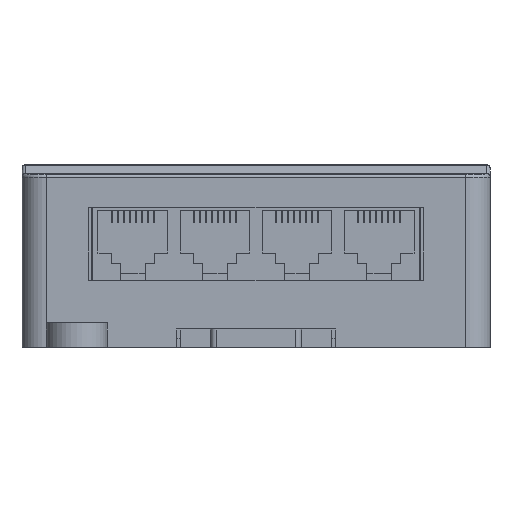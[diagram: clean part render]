
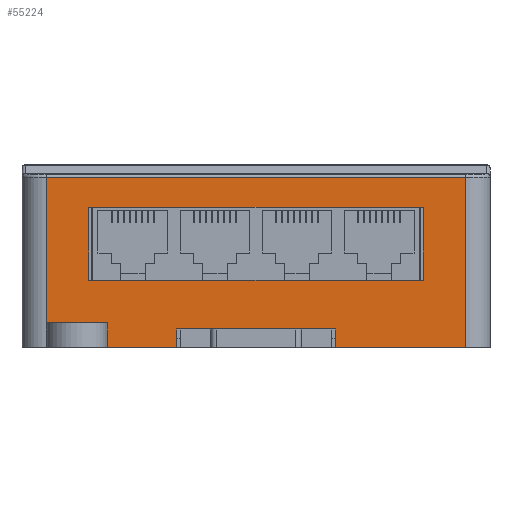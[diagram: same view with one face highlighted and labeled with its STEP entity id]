
A CAD part, front view. The second image highlights one B-rep face of the part: STEP entity #55224.
In plain terms, the highlighted planar face has unit normal (0, -1, 0).
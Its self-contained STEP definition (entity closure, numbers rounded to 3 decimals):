
#1475 = VECTOR ( 'NONE', #65449, 1000. ) ;
#2847 = CARTESIAN_POINT ( 'NONE',  ( 11., 0., 23. ) ) ;
#3360 = ORIENTED_EDGE ( 'NONE', *, *, #44475, .F. ) ;
#4599 = EDGE_CURVE ( 'NONE', #6168, #25247, #93783, .T. ) ;
#5010 = FACE_OUTER_BOUND ( 'NONE', #20696, .T. ) ;
#6053 = EDGE_CURVE ( 'NONE', #13127, #47557, #7150, .T. ) ;
#6168 = VERTEX_POINT ( 'NONE', #54831 ) ;
#6394 = CARTESIAN_POINT ( 'NONE',  ( 0., 0., 0. ) ) ;
#7150 = LINE ( 'NONE', #56921, #79844 ) ;
#7320 = VECTOR ( 'NONE', #34803, 1000. ) ;
#8395 = EDGE_CURVE ( 'NONE', #25244, #6168, #57665, .T. ) ;
#10550 = ORIENTED_EDGE ( 'NONE', *, *, #62857, .T. ) ;
#12261 = VERTEX_POINT ( 'NONE', #33047 ) ;
#12274 = DIRECTION ( 'NONE',  ( -1., 0., 0. ) ) ;
#13127 = VERTEX_POINT ( 'NONE', #22852 ) ;
#14756 = VECTOR ( 'NONE', #33791, 1000. ) ;
#14816 = CARTESIAN_POINT ( 'NONE',  ( 66., 0., 11. ) ) ;
#15496 = VERTEX_POINT ( 'NONE', #76559 ) ;
#16808 = VECTOR ( 'NONE', #80678, 1000. ) ;
#17046 = LINE ( 'NONE', #49640, #94293 ) ;
#17592 = CARTESIAN_POINT ( 'NONE',  ( 11., 0., 11. ) ) ;
#18800 = CARTESIAN_POINT ( 'NONE',  ( 0., 0., 0. ) ) ;
#19105 = DIRECTION ( 'NONE',  ( -1., 0., 0. ) ) ;
#19154 = CARTESIAN_POINT ( 'NONE',  ( 14., 0., 4. ) ) ;
#20696 = EDGE_LOOP ( 'NONE', ( #55589, #27086, #61697, #31710, #78800, #10550, #92963, #3360, #57082, #51455 ) ) ;
#21799 = DIRECTION ( 'NONE',  ( 0., 0., -1. ) ) ;
#22852 = CARTESIAN_POINT ( 'NONE',  ( 25.5, 0., 3. ) ) ;
#23373 = CARTESIAN_POINT ( 'NONE',  ( 11., 0., 23. ) ) ;
#23384 = LINE ( 'NONE', #14816, #59644 ) ;
#24382 = FACE_BOUND ( 'NONE', #80418, .T. ) ;
#25244 = VERTEX_POINT ( 'NONE', #34092 ) ;
#25247 = VERTEX_POINT ( 'NONE', #70528 ) ;
#25410 = CARTESIAN_POINT ( 'NONE',  ( 0., 0., 28. ) ) ;
#26918 = VECTOR ( 'NONE', #38817, 1000. ) ;
#27086 = ORIENTED_EDGE ( 'NONE', *, *, #4599, .T. ) ;
#27837 = CARTESIAN_POINT ( 'NONE',  ( 51.5, 0., 41.21 ) ) ;
#28750 = VERTEX_POINT ( 'NONE', #17592 ) ;
#29196 = LINE ( 'NONE', #2847, #26918 ) ;
#29252 = DIRECTION ( 'NONE',  ( 0., 1., 0. ) ) ;
#29482 = DIRECTION ( 'NONE',  ( 0., 0., 1. ) ) ;
#29570 = ORIENTED_EDGE ( 'NONE', *, *, #32984, .F. ) ;
#29692 = CARTESIAN_POINT ( 'NONE',  ( 4., 0., 30. ) ) ;
#29929 = VECTOR ( 'NONE', #33604, 1000. ) ;
#30900 = CARTESIAN_POINT ( 'NONE',  ( 66., 0., 11. ) ) ;
#31710 = ORIENTED_EDGE ( 'NONE', *, *, #46813, .T. ) ;
#31764 = ORIENTED_EDGE ( 'NONE', *, *, #57848, .F. ) ;
#32984 = EDGE_CURVE ( 'NONE', #12261, #39549, #29196, .T. ) ;
#33047 = CARTESIAN_POINT ( 'NONE',  ( 66., 0., 23. ) ) ;
#33604 = DIRECTION ( 'NONE',  ( 1., 0., 0. ) ) ;
#33791 = DIRECTION ( 'NONE',  ( 1., 0., 0. ) ) ;
#33892 = CARTESIAN_POINT ( 'NONE',  ( 51.5, 0., 3. ) ) ;
#34092 = CARTESIAN_POINT ( 'NONE',  ( 73., 0., 0. ) ) ;
#34803 = DIRECTION ( 'NONE',  ( 0., 0., -1. ) ) ;
#35298 = VERTEX_POINT ( 'NONE', #47671 ) ;
#35937 = VECTOR ( 'NONE', #19105, 1000. ) ;
#36190 = VECTOR ( 'NONE', #57853, 1000. ) ;
#36824 = DIRECTION ( 'NONE',  ( 0., 0., 1. ) ) ;
#38817 = DIRECTION ( 'NONE',  ( -1., 0., 0. ) ) ;
#39549 = VERTEX_POINT ( 'NONE', #23373 ) ;
#41697 = VECTOR ( 'NONE', #48400, 1000. ) ;
#42384 = DIRECTION ( 'NONE',  ( 0., 0., -1. ) ) ;
#43036 = ORIENTED_EDGE ( 'NONE', *, *, #83559, .F. ) ;
#44475 = EDGE_CURVE ( 'NONE', #91656, #13127, #79022, .T. ) ;
#46813 = EDGE_CURVE ( 'NONE', #70799, #86212, #57644, .T. ) ;
#47557 = VERTEX_POINT ( 'NONE', #55691 ) ;
#47671 = CARTESIAN_POINT ( 'NONE',  ( 14., 0., 0. ) ) ;
#48235 = EDGE_CURVE ( 'NONE', #39549, #28750, #17046, .T. ) ;
#48400 = DIRECTION ( 'NONE',  ( 0., 0., -1. ) ) ;
#49640 = CARTESIAN_POINT ( 'NONE',  ( 11., 0., 11. ) ) ;
#50561 = EDGE_CURVE ( 'NONE', #15496, #25244, #72774, .T. ) ;
#51455 = ORIENTED_EDGE ( 'NONE', *, *, #50561, .T. ) ;
#52973 = AXIS2_PLACEMENT_3D ( 'NONE', #72985, #29252, #36824 ) ;
#53313 = VERTEX_POINT ( 'NONE', #30900 ) ;
#53454 = VECTOR ( 'NONE', #79069, 1000. ) ;
#54831 = CARTESIAN_POINT ( 'NONE',  ( 73., 0., 28. ) ) ;
#54933 = CARTESIAN_POINT ( 'NONE',  ( 73., 0., 30. ) ) ;
#55224 = ADVANCED_FACE ( 'NONE', ( #24382, #5010 ), #80303, .F. ) ;
#55589 = ORIENTED_EDGE ( 'NONE', *, *, #8395, .T. ) ;
#55691 = CARTESIAN_POINT ( 'NONE',  ( 25.5, 0., 0. ) ) ;
#56921 = CARTESIAN_POINT ( 'NONE',  ( 25.5, 0., 41.21 ) ) ;
#57082 = ORIENTED_EDGE ( 'NONE', *, *, #83862, .T. ) ;
#57644 = LINE ( 'NONE', #59006, #16808 ) ;
#57665 = LINE ( 'NONE', #54933, #36190 ) ;
#57848 = EDGE_CURVE ( 'NONE', #28750, #53313, #90031, .T. ) ;
#57853 = DIRECTION ( 'NONE',  ( 0., 0., 1. ) ) ;
#59006 = CARTESIAN_POINT ( 'NONE',  ( 4., 0., 4. ) ) ;
#59644 = VECTOR ( 'NONE', #29482, 1000. ) ;
#59658 = VECTOR ( 'NONE', #12274, 1000. ) ;
#60912 = LINE ( 'NONE', #19154, #41697 ) ;
#61697 = ORIENTED_EDGE ( 'NONE', *, *, #89122, .T. ) ;
#62857 = EDGE_CURVE ( 'NONE', #35298, #47557, #91948, .T. ) ;
#62913 = LINE ( 'NONE', #27837, #7320 ) ;
#65449 = DIRECTION ( 'NONE',  ( 0., 0., -1. ) ) ;
#69693 = CARTESIAN_POINT ( 'NONE',  ( 11., 0., 11. ) ) ;
#70528 = CARTESIAN_POINT ( 'NONE',  ( 4., 0., 28. ) ) ;
#70799 = VERTEX_POINT ( 'NONE', #79578 ) ;
#72774 = LINE ( 'NONE', #6394, #53454 ) ;
#72985 = CARTESIAN_POINT ( 'NONE',  ( 0., 0., 30. ) ) ;
#76498 = LINE ( 'NONE', #29692, #1475 ) ;
#76559 = CARTESIAN_POINT ( 'NONE',  ( 51.5, 0., 0. ) ) ;
#78800 = ORIENTED_EDGE ( 'NONE', *, *, #88246, .T. ) ;
#79022 = LINE ( 'NONE', #33892, #59658 ) ;
#79069 = DIRECTION ( 'NONE',  ( 1., 0., 0. ) ) ;
#79578 = CARTESIAN_POINT ( 'NONE',  ( 4., 0., 4. ) ) ;
#79844 = VECTOR ( 'NONE', #21799, 1000. ) ;
#80303 = PLANE ( 'NONE',  #52973 ) ;
#80418 = EDGE_LOOP ( 'NONE', ( #31764, #86385, #29570, #43036 ) ) ;
#80678 = DIRECTION ( 'NONE',  ( 1., 0., 0. ) ) ;
#83559 = EDGE_CURVE ( 'NONE', #53313, #12261, #23384, .T. ) ;
#83862 = EDGE_CURVE ( 'NONE', #91656, #15496, #62913, .T. ) ;
#85489 = CARTESIAN_POINT ( 'NONE',  ( 14., 0., 4. ) ) ;
#86212 = VERTEX_POINT ( 'NONE', #85489 ) ;
#86385 = ORIENTED_EDGE ( 'NONE', *, *, #48235, .F. ) ;
#88246 = EDGE_CURVE ( 'NONE', #86212, #35298, #60912, .T. ) ;
#89122 = EDGE_CURVE ( 'NONE', #25247, #70799, #76498, .T. ) ;
#89749 = CARTESIAN_POINT ( 'NONE',  ( 51.5, 0., 3. ) ) ;
#90031 = LINE ( 'NONE', #69693, #29929 ) ;
#91656 = VERTEX_POINT ( 'NONE', #89749 ) ;
#91948 = LINE ( 'NONE', #18800, #14756 ) ;
#92963 = ORIENTED_EDGE ( 'NONE', *, *, #6053, .F. ) ;
#93783 = LINE ( 'NONE', #25410, #35937 ) ;
#94293 = VECTOR ( 'NONE', #42384, 1000. ) ;
